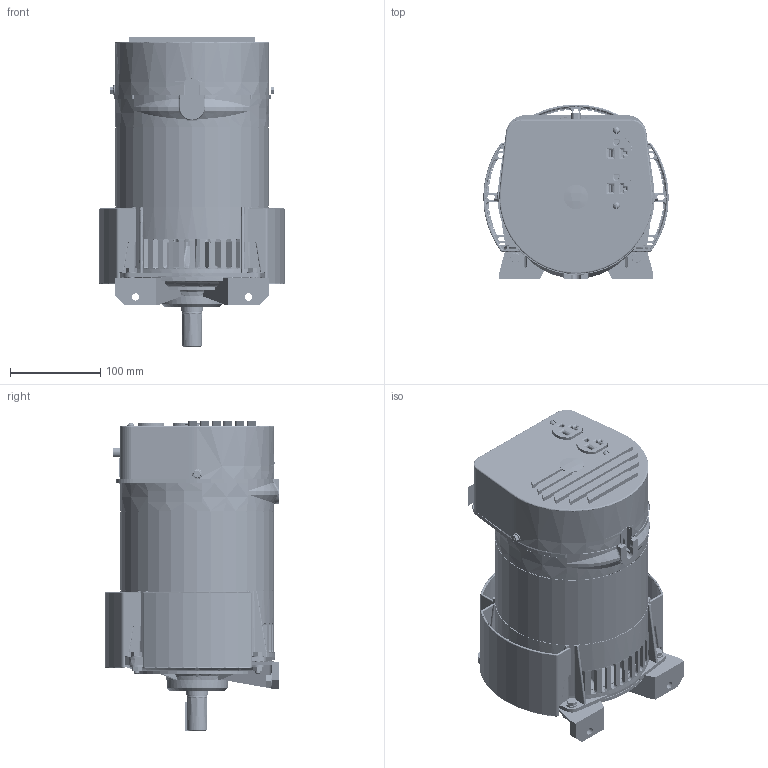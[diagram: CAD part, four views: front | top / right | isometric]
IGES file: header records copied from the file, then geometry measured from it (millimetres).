
Start section: SolidWorks IGES file using analytic representation for surfaces
Global section: file name: 61685-017 IGS TB2400.IGS; native system: SolidWorks 2017; preprocessor: SolidWorks 2017; author: dcall; date: 181224.085639; units: inch
Bounding box: 205.2 x 193.6 x 342.5 mm (x, y, z)
Surface area: 622995.9 mm2 (no closed solid volume)
Topology: 0 solids, 0 shells, 5803 faces, 63415 edges, 63379 vertices
Faces by surface type: bspline 4364, revolution 1439
